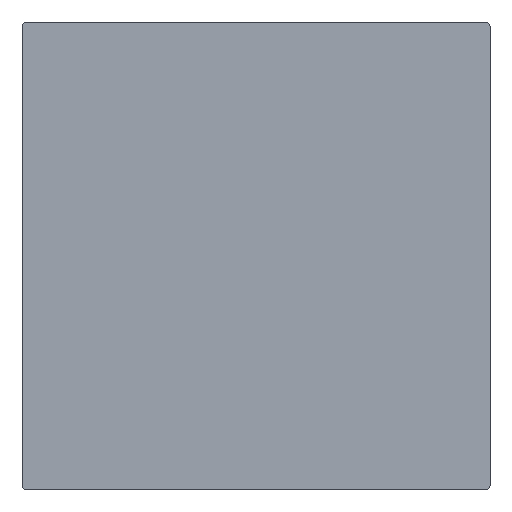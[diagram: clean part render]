
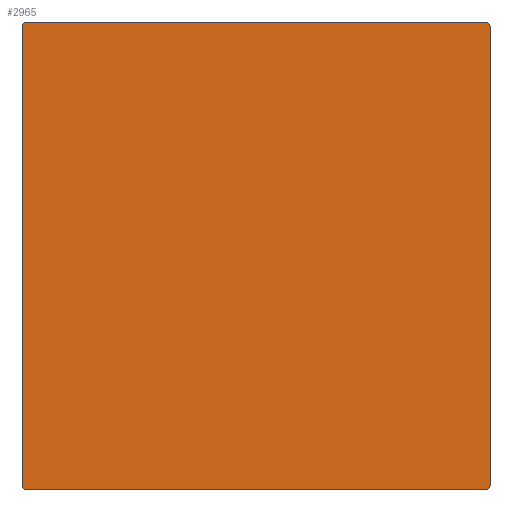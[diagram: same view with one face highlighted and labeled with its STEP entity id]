
A CAD part, left-side view. The second image highlights one B-rep face of the part: STEP entity #2965.
In plain terms, the highlighted planar face has unit normal (-1, 0, 0).
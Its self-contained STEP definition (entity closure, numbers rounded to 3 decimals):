
#2719=CARTESIAN_POINT('Vertex',(188.719,-76.038,-101.5)) ;
#2722=CARTESIAN_POINT('Line Origine',(188.719,28.962,-101.5)) ;
#2726=CARTESIAN_POINT('Vertex',(188.719,133.962,-101.5)) ;
#2757=CARTESIAN_POINT('Vertex',(188.719,-78.038,-99.5)) ;
#2760=CARTESIAN_POINT('Axis2P3D Location',(188.719,-76.038,-99.5)) ;
#2821=CARTESIAN_POINT('Vertex',(188.719,-78.038,110.5)) ;
#2824=CARTESIAN_POINT('Line Origine',(188.719,-78.038,5.5)) ;
#2852=CARTESIAN_POINT('Vertex',(188.719,-76.038,112.5)) ;
#2855=CARTESIAN_POINT('Axis2P3D Location',(188.719,-76.038,110.5)) ;
#2916=CARTESIAN_POINT('Vertex',(188.719,133.962,112.5)) ;
#2919=CARTESIAN_POINT('Line Origine',(188.719,28.962,112.5)) ;
#2931=CARTESIAN_POINT('Axis2P3D Location',(188.719,28.962,5.5)) ;
#2936=CARTESIAN_POINT('Axis2P3D Location',(188.719,133.962,110.5)) ;
#2940=CARTESIAN_POINT('Vertex',(188.719,135.962,110.5)) ;
#2943=CARTESIAN_POINT('Line Origine',(188.719,135.962,5.5)) ;
#2947=CARTESIAN_POINT('Vertex',(188.719,135.962,-99.5)) ;
#2950=CARTESIAN_POINT('Axis2P3D Location',(188.719,133.962,-99.5)) ;
#2724=VECTOR('Line Direction',#2723,1.) ;
#2826=VECTOR('Line Direction',#2825,1.) ;
#2921=VECTOR('Line Direction',#2920,1.) ;
#2945=VECTOR('Line Direction',#2944,1.) ;
#2723=DIRECTION('Vector Direction',(0.,-1.,0.)) ;
#2761=DIRECTION('Axis2P3D Direction',(1.,0.,0.)) ;
#2825=DIRECTION('Vector Direction',(0.,0.,1.)) ;
#2856=DIRECTION('Axis2P3D Direction',(1.,0.,0.)) ;
#2920=DIRECTION('Vector Direction',(0.,1.,0.)) ;
#2932=DIRECTION('Axis2P3D Direction',(1.,0.,0.)) ;
#2933=DIRECTION('Axis2P3D XDirection',(0.,1.,0.)) ;
#2937=DIRECTION('Axis2P3D Direction',(1.,0.,0.)) ;
#2944=DIRECTION('Vector Direction',(0.,0.,-1.)) ;
#2951=DIRECTION('Axis2P3D Direction',(1.,0.,0.)) ;
#2762=AXIS2_PLACEMENT_3D('Circle Axis2P3D',#2760,#2761,$) ;
#2857=AXIS2_PLACEMENT_3D('Circle Axis2P3D',#2855,#2856,$) ;
#2934=AXIS2_PLACEMENT_3D('Plane Axis2P3D',#2931,#2932,#2933) ;
#2938=AXIS2_PLACEMENT_3D('Circle Axis2P3D',#2936,#2937,$) ;
#2952=AXIS2_PLACEMENT_3D('Circle Axis2P3D',#2950,#2951,$) ;
#2725=LINE('Line',#2722,#2724) ;
#2827=LINE('Line',#2824,#2826) ;
#2922=LINE('Line',#2919,#2921) ;
#2946=LINE('Line',#2943,#2945) ;
#2763=CIRCLE('generated circle',#2762,2.) ;
#2858=CIRCLE('generated circle',#2857,2.) ;
#2939=CIRCLE('generated circle',#2938,2.) ;
#2953=CIRCLE('generated circle',#2952,2.) ;
#2935=PLANE('',#2934) ;
#2728=EDGE_CURVE('',#2720,#2727,#2725,.F.) ;
#2764=EDGE_CURVE('',#2758,#2720,#2763,.T.) ;
#2828=EDGE_CURVE('',#2822,#2758,#2827,.F.) ;
#2859=EDGE_CURVE('',#2853,#2822,#2858,.T.) ;
#2923=EDGE_CURVE('',#2917,#2853,#2922,.F.) ;
#2942=EDGE_CURVE('',#2941,#2917,#2939,.T.) ;
#2949=EDGE_CURVE('',#2948,#2941,#2946,.F.) ;
#2954=EDGE_CURVE('',#2727,#2948,#2953,.T.) ;
#2956=ORIENTED_EDGE('',*,*,#2923,.F.) ;
#2957=ORIENTED_EDGE('',*,*,#2942,.F.) ;
#2958=ORIENTED_EDGE('',*,*,#2949,.F.) ;
#2959=ORIENTED_EDGE('',*,*,#2954,.F.) ;
#2960=ORIENTED_EDGE('',*,*,#2728,.F.) ;
#2961=ORIENTED_EDGE('',*,*,#2764,.F.) ;
#2962=ORIENTED_EDGE('',*,*,#2828,.F.) ;
#2963=ORIENTED_EDGE('',*,*,#2859,.F.) ;
#2955=EDGE_LOOP('',(#2956,#2957,#2958,#2959,#2960,#2961,#2962,#2963)) ;
#2720=VERTEX_POINT('',#2719) ;
#2727=VERTEX_POINT('',#2726) ;
#2758=VERTEX_POINT('',#2757) ;
#2822=VERTEX_POINT('',#2821) ;
#2853=VERTEX_POINT('',#2852) ;
#2917=VERTEX_POINT('',#2916) ;
#2941=VERTEX_POINT('',#2940) ;
#2948=VERTEX_POINT('',#2947) ;
#2965=ADVANCED_FACE('PartBody',(#2964),#2935,.F.) ;
#2964=FACE_OUTER_BOUND('',#2955,.T.) ;
